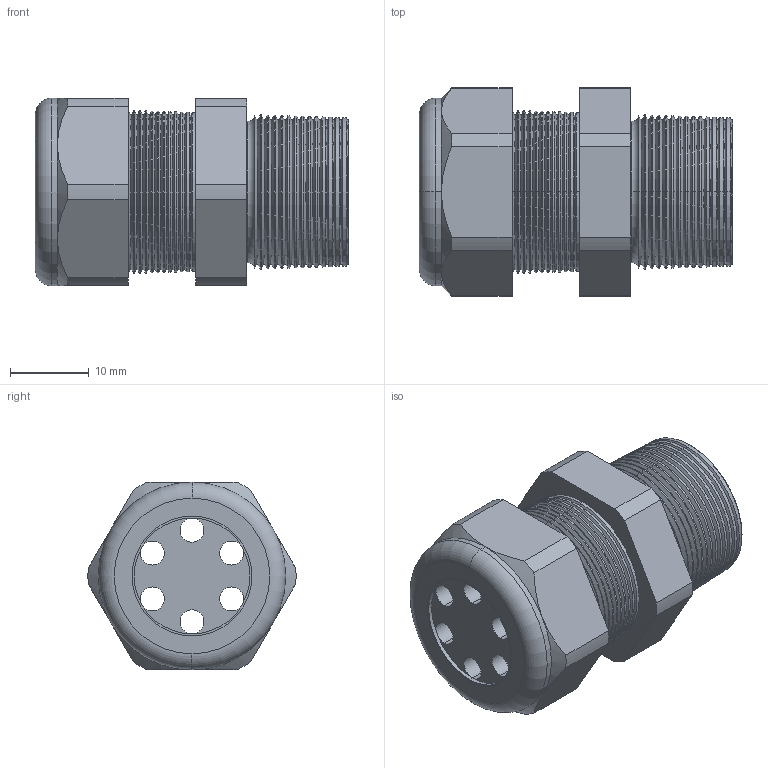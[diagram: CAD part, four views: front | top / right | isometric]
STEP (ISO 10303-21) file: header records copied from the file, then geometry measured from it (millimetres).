
FILE_DESCRIPTION (( 'STEP AP203' ), '1' );
FILE_NAME ('CD13N2-BK.STEP', '2008-06-13T12:04:54', ( 'BSI-02' ), ( '' ), 'SwSTEP 2.0', 'SolidWorks 2007', '' );
FILE_SCHEMA (( 'CONFIG_CONTROL_DESIGN' ));
Length unit declared in the file: inch
Products named in the file (1): CD13N2-BK
Bounding box: 39.88 x 26.49 x 23.88 mm (x, y, z)
Volume: 9112.3 mm3; surface area: 7696.4 mm2
Topology: 2 solids, 2 shells, 216 faces, 462 edges, 254 vertices
Faces by surface type: cone 158, cylinder 32, plane 20, torus 6
Entity records: 5895 total; most frequent: DIRECTION 1120, CARTESIAN_POINT 1021, ORIENTED_EDGE 924, EDGE_CURVE 462, AXIS2_PLACEMENT_3D 453, VERTEX_POINT 254, CIRCLE 236, EDGE_LOOP 234
